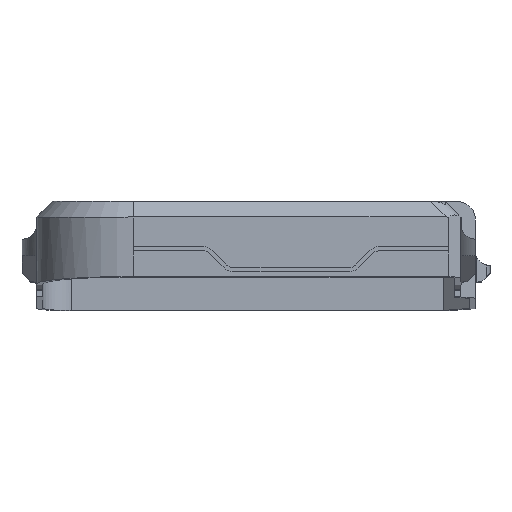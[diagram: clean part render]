
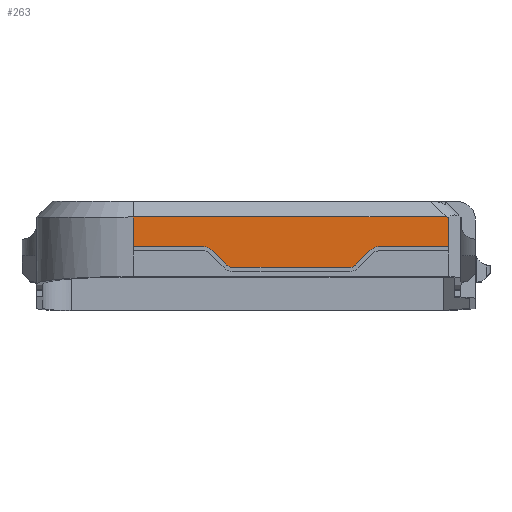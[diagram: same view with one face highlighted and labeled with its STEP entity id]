
A CAD part, top view. The second image highlights one B-rep face of the part: STEP entity #263.
In plain terms, the highlighted planar face has unit normal (0, 0, 1).
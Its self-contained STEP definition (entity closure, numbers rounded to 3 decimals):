
#29 = CARTESIAN_POINT ( 'NONE',  ( -48.08, 12.4, 176.147 ) ) ;
#67 = CARTESIAN_POINT ( 'NONE',  ( 11.448, 25., 176.147 ) ) ;
#69 = PLANE ( 'NONE',  #8328 ) ;
#263 = ADVANCED_FACE ( 'NONE', ( #4045 ), #69, .F. ) ;
#405 = VERTEX_POINT ( 'NONE', #7634 ) ;
#423 = CARTESIAN_POINT ( 'NONE',  ( -5.576, 15.381, 176.147 ) ) ;
#557 = VERTEX_POINT ( 'NONE', #7255 ) ;
#570 = CIRCLE ( 'NONE', #2616, 3. ) ;
#590 = DIRECTION ( 'NONE',  ( -1., 0., 0. ) ) ;
#600 = VERTEX_POINT ( 'NONE', #2475 ) ;
#946 = CARTESIAN_POINT ( 'NONE',  ( -7.697, 14.502, 176.147 ) ) ;
#975 = VECTOR ( 'NONE', #9660, 1000. ) ;
#997 = VERTEX_POINT ( 'NONE', #2208 ) ;
#1353 = EDGE_CURVE ( 'NONE', #997, #557, #10237, .T. ) ;
#1489 = VECTOR ( 'NONE', #6534, 1000. ) ;
#1602 = CARTESIAN_POINT ( 'NONE',  ( -40.99, 10.381, 176.147 ) ) ;
#1610 = LINE ( 'NONE', #2358, #9077 ) ;
#1647 = AXIS2_PLACEMENT_3D ( 'NONE', #6733, #5987, #5148 ) ;
#1779 = CARTESIAN_POINT ( 'NONE',  ( -65.104, 25., 176.147 ) ) ;
#1937 = ORIENTED_EDGE ( 'NONE', *, *, #8660, .F. ) ;
#2208 = CARTESIAN_POINT ( 'NONE',  ( -12.647, 10.381, 176.147 ) ) ;
#2358 = CARTESIAN_POINT ( 'NONE',  ( -45.959, 14.521, 176.147 ) ) ;
#2475 = CARTESIAN_POINT ( 'NONE',  ( -65.104, 15.4, 176.147 ) ) ;
#2504 = CARTESIAN_POINT ( 'NONE',  ( -12.647, 12.381, 176.147 ) ) ;
#2608 = CARTESIAN_POINT ( 'NONE',  ( 10.792, 22.621, 176.147 ) ) ;
#2616 = AXIS2_PLACEMENT_3D ( 'NONE', #29, #10459, #5599 ) ;
#2684 = AXIS2_PLACEMENT_3D ( 'NONE', #2504, #7177, #4149 ) ;
#2734 = CARTESIAN_POINT ( 'NONE',  ( -65.104, 15.381, 176.147 ) ) ;
#3008 = VECTOR ( 'NONE', #4170, 1000. ) ;
#3143 = CARTESIAN_POINT ( 'NONE',  ( -65.104, 15.4, 176.147 ) ) ;
#3350 = LINE ( 'NONE', #7323, #9907 ) ;
#3368 = VERTEX_POINT ( 'NONE', #10337 ) ;
#3385 = ORIENTED_EDGE ( 'NONE', *, *, #5300, .F. ) ;
#3400 = CARTESIAN_POINT ( 'NONE',  ( -11.233, 10.967, 176.147 ) ) ;
#3405 = DIRECTION ( 'NONE',  ( -1., 0., 0. ) ) ;
#3455 = EDGE_CURVE ( 'NONE', #10194, #4065, #8325, .T. ) ;
#3570 = DIRECTION ( 'NONE',  ( 1., 0., 0. ) ) ;
#3649 =( BOUNDED_CURVE ( )  B_SPLINE_CURVE ( 3, ( #6800, #6642, #9847, #2608 ),
 .UNSPECIFIED., .F., .F. ) 
 B_SPLINE_CURVE_WITH_KNOTS ( ( 4, 4 ),
 ( 5.655, 5.76 ),
 .UNSPECIFIED. ) 
 CURVE ( )  GEOMETRIC_REPRESENTATION_ITEM ( )  RATIONAL_B_SPLINE_CURVE ( ( 1., 0.999, 0.999, 1. ) ) 
 REPRESENTATION_ITEM ( '' )  );
#3671 = AXIS2_PLACEMENT_3D ( 'NONE', #5276, #5857, #3570 ) ;
#3945 = VERTEX_POINT ( 'NONE', #9250 ) ;
#4045 = FACE_OUTER_BOUND ( 'NONE', #9610, .T. ) ;
#4065 = VERTEX_POINT ( 'NONE', #9460 ) ;
#4149 = DIRECTION ( 'NONE',  ( 1., 0., 0. ) ) ;
#4170 = DIRECTION ( 'NONE',  ( 1., 0., 0. ) ) ;
#4587 = EDGE_CURVE ( 'NONE', #4887, #3368, #570, .T. ) ;
#4680 = CARTESIAN_POINT ( 'NONE',  ( 11.448, 22.583, 176.147 ) ) ;
#4838 = CARTESIAN_POINT ( 'NONE',  ( -65.104, 25., 176.147 ) ) ;
#4887 = VERTEX_POINT ( 'NONE', #6166 ) ;
#5048 = DIRECTION ( 'NONE',  ( -0.707, -0.707, 0. ) ) ;
#5148 = DIRECTION ( 'NONE',  ( 1., 0., 0. ) ) ;
#5193 = EDGE_CURVE ( 'NONE', #405, #4887, #1610, .T. ) ;
#5249 = VECTOR ( 'NONE', #5048, 1000. ) ;
#5276 = CARTESIAN_POINT ( 'NONE',  ( -5.576, 12.381, 176.147 ) ) ;
#5300 = EDGE_CURVE ( 'NONE', #7204, #10194, #8241, .T. ) ;
#5498 = DIRECTION ( 'NONE',  ( 0., 1., 0. ) ) ;
#5589 = VERTEX_POINT ( 'NONE', #7322 ) ;
#5599 = DIRECTION ( 'NONE',  ( 1., 0., 0. ) ) ;
#5705 = EDGE_CURVE ( 'NONE', #8559, #5822, #3649, .T. ) ;
#5822 = VERTEX_POINT ( 'NONE', #6949 ) ;
#5829 = ORIENTED_EDGE ( 'NONE', *, *, #4587, .F. ) ;
#5857 = DIRECTION ( 'NONE',  ( 0., 0., 1. ) ) ;
#5975 = LINE ( 'NONE', #2734, #3008 ) ;
#5987 = DIRECTION ( 'NONE',  ( 0., 0., -1. ) ) ;
#6016 = ORIENTED_EDGE ( 'NONE', *, *, #6719, .T. ) ;
#6031 = EDGE_CURVE ( 'NONE', #557, #405, #6212, .T. ) ;
#6166 = CARTESIAN_POINT ( 'NONE',  ( -45.959, 14.521, 176.147 ) ) ;
#6212 = CIRCLE ( 'NONE', #1647, 2. ) ;
#6359 = ORIENTED_EDGE ( 'NONE', *, *, #6031, .F. ) ;
#6430 = LINE ( 'NONE', #3143, #1489 ) ;
#6450 = EDGE_CURVE ( 'NONE', #7204, #3945, #5975, .T. ) ;
#6534 = DIRECTION ( 'NONE',  ( 1., 0., 0. ) ) ;
#6642 = CARTESIAN_POINT ( 'NONE',  ( 11.224, 22.608, 176.147 ) ) ;
#6675 = ORIENTED_EDGE ( 'NONE', *, *, #1353, .F. ) ;
#6696 = EDGE_CURVE ( 'NONE', #3945, #8559, #7137, .T. ) ;
#6719 = EDGE_CURVE ( 'NONE', #5822, #5589, #3350, .T. ) ;
#6733 = CARTESIAN_POINT ( 'NONE',  ( -40.99, 12.381, 176.147 ) ) ;
#6750 = VECTOR ( 'NONE', #5498, 1000. ) ;
#6800 = CARTESIAN_POINT ( 'NONE',  ( 11.448, 22.583, 176.147 ) ) ;
#6949 = CARTESIAN_POINT ( 'NONE',  ( 10.792, 22.621, 176.147 ) ) ;
#7129 = ORIENTED_EDGE ( 'NONE', *, *, #8213, .T. ) ;
#7137 = LINE ( 'NONE', #67, #6750 ) ;
#7177 = DIRECTION ( 'NONE',  ( 0., 0., -1. ) ) ;
#7204 = VERTEX_POINT ( 'NONE', #423 ) ;
#7255 = CARTESIAN_POINT ( 'NONE',  ( -40.99, 10.381, 176.147 ) ) ;
#7322 = CARTESIAN_POINT ( 'NONE',  ( -65.104, 22.621, 176.147 ) ) ;
#7323 = CARTESIAN_POINT ( 'NONE',  ( -80.104, 22.621, 176.147 ) ) ;
#7340 = DIRECTION ( 'NONE',  ( -0.707, 0.707, 0. ) ) ;
#7422 = CIRCLE ( 'NONE', #2684, 2. ) ;
#7634 = CARTESIAN_POINT ( 'NONE',  ( -42.404, 10.967, 176.147 ) ) ;
#7692 = ORIENTED_EDGE ( 'NONE', *, *, #5193, .F. ) ;
#8007 = VECTOR ( 'NONE', #590, 1000. ) ;
#8062 = DIRECTION ( 'NONE',  ( 0., 0., -1. ) ) ;
#8213 = EDGE_CURVE ( 'NONE', #5589, #600, #8986, .T. ) ;
#8241 = CIRCLE ( 'NONE', #3671, 3. ) ;
#8325 = LINE ( 'NONE', #3400, #5249 ) ;
#8328 = AXIS2_PLACEMENT_3D ( 'NONE', #4838, #8062, #3405 ) ;
#8559 = VERTEX_POINT ( 'NONE', #4680 ) ;
#8660 = EDGE_CURVE ( 'NONE', #4065, #997, #7422, .T. ) ;
#8681 = EDGE_CURVE ( 'NONE', #600, #3368, #6430, .T. ) ;
#8864 = ORIENTED_EDGE ( 'NONE', *, *, #6450, .T. ) ;
#8986 = LINE ( 'NONE', #1779, #975 ) ;
#9077 = VECTOR ( 'NONE', #7340, 1000. ) ;
#9250 = CARTESIAN_POINT ( 'NONE',  ( 11.448, 15.381, 176.147 ) ) ;
#9460 = CARTESIAN_POINT ( 'NONE',  ( -11.233, 10.967, 176.147 ) ) ;
#9470 = ORIENTED_EDGE ( 'NONE', *, *, #5705, .T. ) ;
#9602 = ORIENTED_EDGE ( 'NONE', *, *, #6696, .T. ) ;
#9610 = EDGE_LOOP ( 'NONE', ( #3385, #8864, #9602, #9470, #6016, #7129, #10176, #5829, #7692, #6359, #6675, #1937, #10255 ) ) ;
#9660 = DIRECTION ( 'NONE',  ( 0., -1., 0. ) ) ;
#9742 = DIRECTION ( 'NONE',  ( -1., 0., 0. ) ) ;
#9847 = CARTESIAN_POINT ( 'NONE',  ( 11.005, 22.621, 176.147 ) ) ;
#9907 = VECTOR ( 'NONE', #9742, 1000. ) ;
#10176 = ORIENTED_EDGE ( 'NONE', *, *, #8681, .T. ) ;
#10194 = VERTEX_POINT ( 'NONE', #946 ) ;
#10237 = LINE ( 'NONE', #1602, #8007 ) ;
#10255 = ORIENTED_EDGE ( 'NONE', *, *, #3455, .F. ) ;
#10337 = CARTESIAN_POINT ( 'NONE',  ( -48.08, 15.4, 176.147 ) ) ;
#10459 = DIRECTION ( 'NONE',  ( 0., 0., 1. ) ) ;
